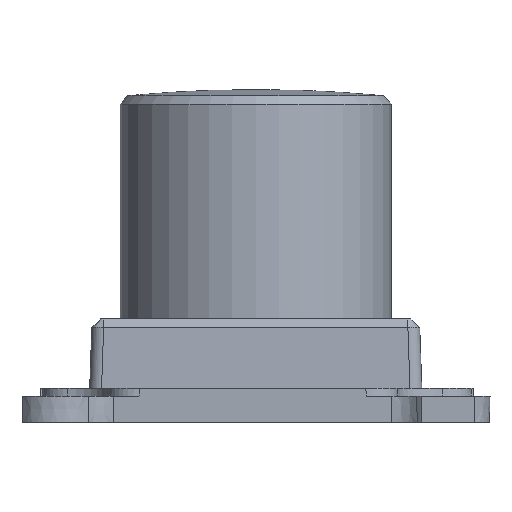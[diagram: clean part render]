
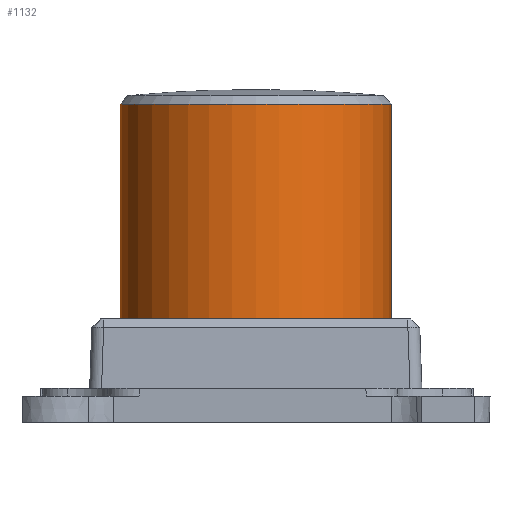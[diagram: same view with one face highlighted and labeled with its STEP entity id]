
A CAD part, left-side view. The second image highlights one B-rep face of the part: STEP entity #1132.
In plain terms, the highlighted cylindrical face has radius 8 mm (diameter 16 mm), a partial arc.
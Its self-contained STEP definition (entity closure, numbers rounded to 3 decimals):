
#21=DIRECTION('',(0.,0.,1.));
#22=VECTOR('',#21,13.146);
#23=CARTESIAN_POINT('',(0.,8.,-5.));
#24=LINE('',#23,#22);
#29=CARTESIAN_POINT('',(0.,0.,8.146));
#30=DIRECTION('',(0.,0.,-1.));
#31=DIRECTION('',(0.,-1.,0.));
#32=AXIS2_PLACEMENT_3D('',#29,#30,#31);
#59=DIRECTION('',(0.,0.,1.));
#60=VECTOR('',#59,13.146);
#61=CARTESIAN_POINT('',(0.,-8.,-5.));
#62=LINE('',#61,#60);
#66=CARTESIAN_POINT('',(0.,0.,-5.));
#67=DIRECTION('',(0.,0.,1.));
#68=DIRECTION('',(0.,1.,0.));
#69=AXIS2_PLACEMENT_3D('',#66,#67,#68);
#952=CARTESIAN_POINT('',(0.,-8.,8.146));
#953=CARTESIAN_POINT('',(0.,8.,8.146));
#954=VERTEX_POINT('',#952);
#955=VERTEX_POINT('',#953);
#956=CARTESIAN_POINT('',(0.,-8.,-5.));
#957=VERTEX_POINT('',#956);
#958=CARTESIAN_POINT('',(0.,8.,-5.));
#959=VERTEX_POINT('',#958);
#1117=CARTESIAN_POINT('',(0.,0.,-9.));
#1118=DIRECTION('',(0.,0.,1.));
#1119=DIRECTION('',(0.,1.,0.));
#1120=AXIS2_PLACEMENT_3D('',#1117,#1118,#1119);
#1121=CYLINDRICAL_SURFACE('',#1120,8.);
#1123=ORIENTED_EDGE('',*,*,#1122,.F.);
#1125=ORIENTED_EDGE('',*,*,#1124,.F.);
#1127=ORIENTED_EDGE('',*,*,#1126,.F.);
#1129=ORIENTED_EDGE('',*,*,#1128,.T.);
#1130=EDGE_LOOP('',(#1123,#1125,#1127,#1129));
#1131=FACE_OUTER_BOUND('',#1130,.F.);
#33=CIRCLE('',#32,8.);
#70=CIRCLE('',#69,8.);
#1122=EDGE_CURVE('',#954,#955,#33,.T.);
#1124=EDGE_CURVE('',#957,#954,#62,.T.);
#1126=EDGE_CURVE('',#959,#957,#70,.T.);
#1128=EDGE_CURVE('',#959,#955,#24,.T.);
#1132=ADVANCED_FACE('',(#1131),#1121,.T.);
